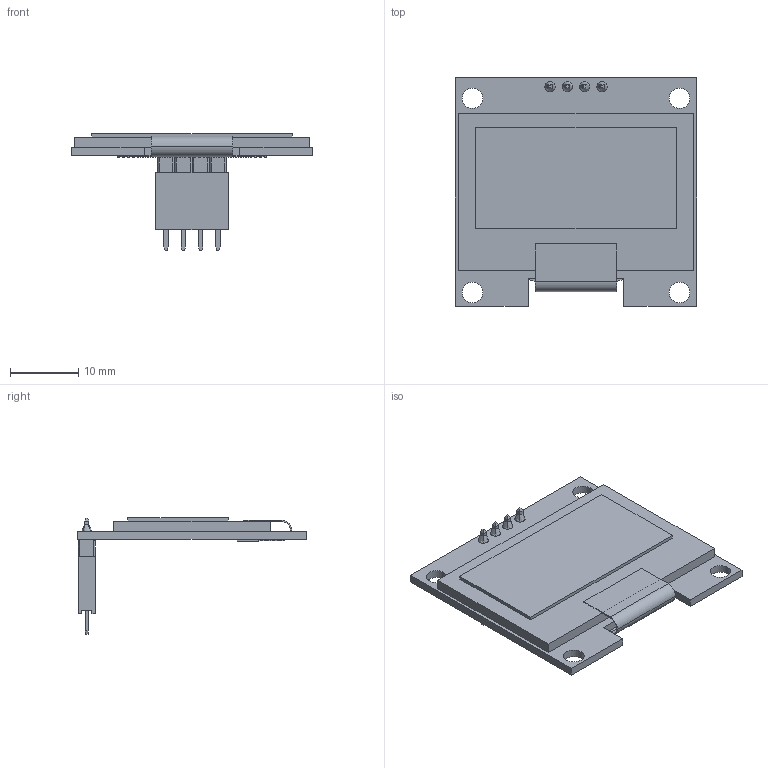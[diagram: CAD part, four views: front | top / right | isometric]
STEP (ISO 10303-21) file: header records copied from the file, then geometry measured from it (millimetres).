
FILE_DESCRIPTION(/* description */ (''),/* implementation_level */ '2;1');
FILE_NAME(/* name */ 'PCB v8.step',/* time_stamp */ '2019-11-02T09:28:44+03:00',/* author */ (''),/* organization */ (''),/* preprocessor_version */ 'ST-DEVELOPER v18',/* originating_system */ 'Autodesk Translation Framework v8.9.1.1155',/* authorisation */ '');
FILE_SCHEMA (('AUTOMOTIVE_DESIGN { 1 0 10303 214 3 1 1 }'));
Length unit declared in the file: millimetre
Products named in the file (7): PCB; Board; PIN HEADER MALE 2.54MM P4; LCD; FLEX FILM; 4 lü Lehim; PIN HEADER FAMALE 2.54MM P4
Assembly tree (6 placements, depth 2):
  PCB
    Board
    PIN HEADER MALE 2.54MM P4
    LCD
    FLEX FILM
    4 lü Lehim
    PIN HEADER FAMALE 2.54MM P4
Bounding box: 35.4 x 33.5 x 17.14 mm (x, y, z)
Volume: 3056.3 mm3; surface area: 5580 mm2
Topology: 9 solids, 9 shells, 445 faces, 1146 edges, 736 vertices
Faces by surface type: plane 415, bspline 16, cylinder 14
Full cylindrical faces by diameter (mm): 1 x4, 3 x4
Entity records: 13884 total; most frequent: CARTESIAN_POINT 2645, ORIENTED_EDGE 2292, DIRECTION 2078, EDGE_CURVE 1146, LINE 1100, VECTOR 1100, VERTEX_POINT 736, AXIS2_PLACEMENT_3D 489
